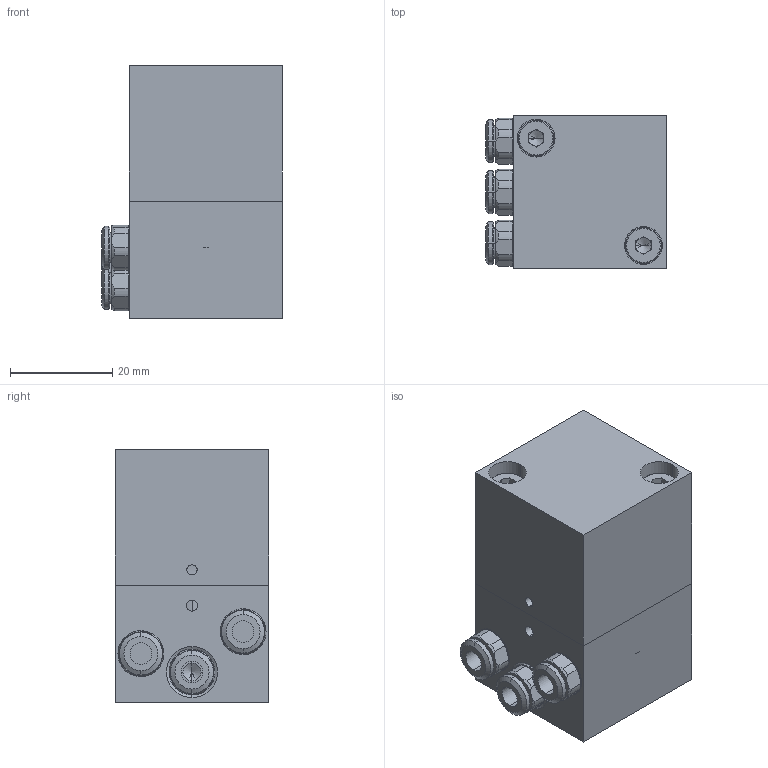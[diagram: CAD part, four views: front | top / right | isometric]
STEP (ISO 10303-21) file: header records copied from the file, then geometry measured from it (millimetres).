
FILE_DESCRIPTION (( 'STEP AP214' ), '1' );
FILE_NAME ('08_039_4.STEP', '2016-01-04T10:39:42', ( '' ), ( '' ), 'SwSTEP 2.0', 'SolidWorks 2016', '' );
FILE_SCHEMA (( 'AUTOMOTIVE_DESIGN' ));
Length unit declared in the file: millimetre
Products named in the file (1): 08_039_4
Bounding box: 35.39 x 30 x 49.6 mm (x, y, z)
Volume: 45946.1 mm3; surface area: 13379.6 mm2
Topology: 9 solids, 9 shells, 340 faces, 803 edges, 490 vertices
Faces by surface type: plane 114, cylinder 89, cone 81, torus 40, bspline 12, sphere 4
Entity records: 10546 total; most frequent: CARTESIAN_POINT 2311, DIRECTION 1756, ORIENTED_EDGE 1574, EDGE_CURVE 787, AXIS2_PLACEMENT_3D 713, VERTEX_POINT 484, CIRCLE 384, EDGE_LOOP 365
